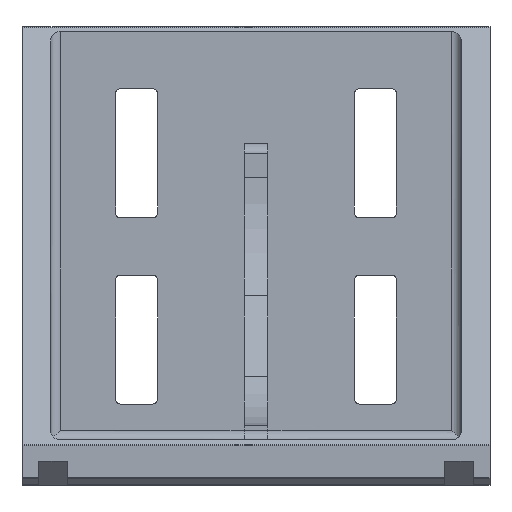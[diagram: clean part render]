
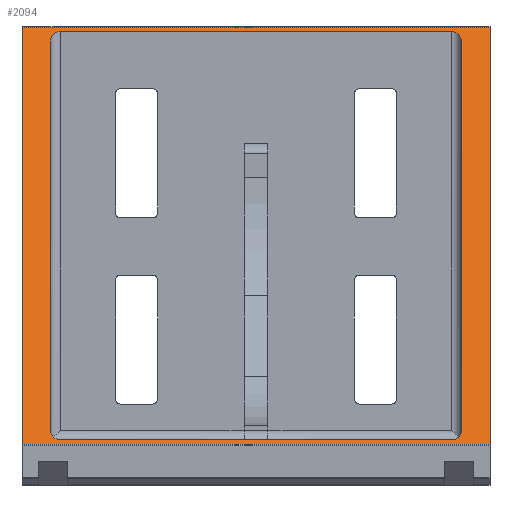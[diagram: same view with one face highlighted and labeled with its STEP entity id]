
A CAD part, front view. The second image highlights one B-rep face of the part: STEP entity #2094.
In plain terms, the highlighted planar face has unit normal (0, -0.707, 0.707).
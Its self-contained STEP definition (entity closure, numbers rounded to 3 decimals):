
#156 = CARTESIAN_POINT ( 'NONE',  ( -42.172, -95., 9.5 ) ) ;
#278 = ORIENTED_EDGE ( 'NONE', *, *, #13129, .F. ) ;
#471 = VECTOR ( 'NONE', #8077, 1000. ) ;
#626 = ORIENTED_EDGE ( 'NONE', *, *, #4828, .T. ) ;
#738 = CARTESIAN_POINT ( 'NONE',  ( 43., -94.172, 10.328 ) ) ;
#759 = LINE ( 'NONE', #7223, #10828 ) ;
#763 = VECTOR ( 'NONE', #2146, 1000. ) ;
#799 = CARTESIAN_POINT ( 'NONE',  ( -49., -8.5, 96. ) ) ;
#802 = EDGE_CURVE ( 'NONE', #9899, #7710, #13588, .T. ) ;
#888 = CARTESIAN_POINT ( 'NONE',  ( 41., -95., 9.5 ) ) ;
#1343 = CARTESIAN_POINT ( 'NONE',  ( -43., -11.5, 93. ) ) ;
#1464 = EDGE_CURVE ( 'NONE', #13070, #10038, #6314, .T. ) ;
#1484 = DIRECTION ( 'NONE',  ( 1., 0., 0. ) ) ;
#1803 = EDGE_CURVE ( 'NONE', #4030, #13070, #3901, .T. ) ;
#1872 = FACE_OUTER_BOUND ( 'NONE', #8857, .T. ) ;
#2094 = ADVANCED_FACE ( 'NONE', ( #8834, #1872 ), #5274, .T. ) ;
#2146 = DIRECTION ( 'NONE',  ( 0., -0.707, -0.707 ) ) ;
#2272 = LINE ( 'NONE', #4687, #12840 ) ;
#2293 = LINE ( 'NONE', #9823, #14505 ) ;
#2680 = ORIENTED_EDGE ( 'NONE', *, *, #8480, .F. ) ;
#2819 = CARTESIAN_POINT ( 'NONE',  ( 24.5, -95., 9.5 ) ) ;
#3211 = CARTESIAN_POINT ( 'NONE',  ( 42.172, -95., 9.5 ) ) ;
#3243 = DIRECTION ( 'NONE',  ( 1., 0., 0. ) ) ;
#3426 = CARTESIAN_POINT ( 'NONE',  ( 43., -10.328, 94.172 ) ) ;
#3528 = CARTESIAN_POINT ( 'NONE',  ( 43., -93., 11.5 ) ) ;
#3872 = CARTESIAN_POINT ( 'NONE',  ( -41., -95., 9.5 ) ) ;
#3901 = LINE ( 'NONE', #799, #763 ) ;
#3970 = CARTESIAN_POINT ( 'NONE',  ( 43., -11.5, 93. ) ) ;
#4030 = VERTEX_POINT ( 'NONE', #13389 ) ;
#4080 = VERTEX_POINT ( 'NONE', #5403 ) ;
#4136 = DIRECTION ( 'NONE',  ( 0., -0.707, 0.707 ) ) ;
#4182 = VECTOR ( 'NONE', #5339, 1000. ) ;
#4634 = ORIENTED_EDGE ( 'NONE', *, *, #802, .F. ) ;
#4687 = CARTESIAN_POINT ( 'NONE',  ( 24.5, -9.5, 95. ) ) ;
#4744 = ORIENTED_EDGE ( 'NONE', *, *, #9761, .T. ) ;
#4828 = EDGE_CURVE ( 'NONE', #4080, #6548, #2293, .T. ) ;
#5274 = PLANE ( 'NONE',  #6335 ) ;
#5306 = CARTESIAN_POINT ( 'NONE',  ( 41., -95., 9.5 ) ) ;
#5339 = DIRECTION ( 'NONE',  ( 0., -0.707, -0.707 ) ) ;
#5403 = CARTESIAN_POINT ( 'NONE',  ( -43., -93., 11.5 ) ) ;
#5444 = LINE ( 'NONE', #11079, #4182 ) ;
#5471 = CARTESIAN_POINT ( 'NONE',  ( 43., -93., 11.5 ) ) ;
#5550 = VECTOR ( 'NONE', #3243, 1000. ) ;
#5993 = CARTESIAN_POINT ( 'NONE',  ( -43., -10.328, 94.172 ) ) ;
#6212 = EDGE_CURVE ( 'NONE', #4080, #10203, #11344, .T. ) ;
#6314 = LINE ( 'NONE', #13318, #8672 ) ;
#6335 = AXIS2_PLACEMENT_3D ( 'NONE', #11114, #4136, #12310 ) ;
#6494 = CARTESIAN_POINT ( 'NONE',  ( 49., -95.912, 8.588 ) ) ;
#6548 = VERTEX_POINT ( 'NONE', #14813 ) ;
#6738 = LINE ( 'NONE', #2819, #471 ) ;
#6980 = CARTESIAN_POINT ( 'NONE',  ( -41., -9.5, 95. ) ) ;
#7223 = CARTESIAN_POINT ( 'NONE',  ( 43., -30.375, 74.125 ) ) ;
#7571 = VERTEX_POINT ( 'NONE', #5306 ) ;
#7710 = VERTEX_POINT ( 'NONE', #13982 ) ;
#8077 = DIRECTION ( 'NONE',  ( -1., 0., 0. ) ) ;
#8169 = DIRECTION ( 'NONE',  ( 1., 0., 0. ) ) ;
#8390 = CARTESIAN_POINT ( 'NONE',  ( -41., -9.5, 95. ) ) ;
#8480 = EDGE_CURVE ( 'NONE', #9169, #6548, #12916, .T. ) ;
#8672 = VECTOR ( 'NONE', #1484, 1000. ) ;
#8706 = DIRECTION ( 'NONE',  ( 0., 0.707, 0.707 ) ) ;
#8832 = ORIENTED_EDGE ( 'NONE', *, *, #1464, .T. ) ;
#8834 = FACE_BOUND ( 'NONE', #10465, .T. ) ;
#8857 = EDGE_LOOP ( 'NONE', ( #14248, #13615, #8832, #278 ) ) ;
#9169 = VERTEX_POINT ( 'NONE', #6980 ) ;
#9274 = ORIENTED_EDGE ( 'NONE', *, *, #14954, .T. ) ;
#9481 = EDGE_CURVE ( 'NONE', #7571, #10668, #10233, .T. ) ;
#9761 = EDGE_CURVE ( 'NONE', #9899, #10668, #759, .T. ) ;
#9823 = CARTESIAN_POINT ( 'NONE',  ( -43., -30.375, 74.125 ) ) ;
#9899 = VERTEX_POINT ( 'NONE', #3970 ) ;
#10038 = VERTEX_POINT ( 'NONE', #6494 ) ;
#10173 = EDGE_CURVE ( 'NONE', #4030, #15141, #11890, .T. ) ;
#10203 = VERTEX_POINT ( 'NONE', #14754 ) ;
#10233 =( BOUNDED_CURVE ( )  B_SPLINE_CURVE ( 3, ( #888, #3211, #738, #5471 ),
 .UNSPECIFIED., .F., .F. ) 
 B_SPLINE_CURVE_WITH_KNOTS ( ( 4, 4 ),
 ( 0., 1.571 ),
 .UNSPECIFIED. ) 
 CURVE ( )  GEOMETRIC_REPRESENTATION_ITEM ( )  RATIONAL_B_SPLINE_CURVE ( ( 1., 0.805, 0.805, 1. ) ) 
 REPRESENTATION_ITEM ( '' )  );
#10465 = EDGE_LOOP ( 'NONE', ( #626, #2680, #9274, #4634, #4744, #12539, #13267, #12287 ) ) ;
#10478 = CARTESIAN_POINT ( 'NONE',  ( 42.172, -9.5, 95. ) ) ;
#10668 = VERTEX_POINT ( 'NONE', #3528 ) ;
#10828 = VECTOR ( 'NONE', #12975, 1000. ) ;
#11079 = CARTESIAN_POINT ( 'NONE',  ( 49., -8.5, 96. ) ) ;
#11114 = CARTESIAN_POINT ( 'NONE',  ( 49., -8.5, 96. ) ) ;
#11344 =( BOUNDED_CURVE ( )  B_SPLINE_CURVE ( 3, ( #13081, #13029, #156, #3872 ),
 .UNSPECIFIED., .F., .F. ) 
 B_SPLINE_CURVE_WITH_KNOTS ( ( 4, 4 ),
 ( 4.712, 6.283 ),
 .UNSPECIFIED. ) 
 CURVE ( )  GEOMETRIC_REPRESENTATION_ITEM ( )  RATIONAL_B_SPLINE_CURVE ( ( 1., 0.805, 0.805, 1. ) ) 
 REPRESENTATION_ITEM ( '' )  );
#11890 = LINE ( 'NONE', #14809, #5550 ) ;
#12287 = ORIENTED_EDGE ( 'NONE', *, *, #6212, .F. ) ;
#12310 = DIRECTION ( 'NONE',  ( 0., 0.707, 0.707 ) ) ;
#12539 = ORIENTED_EDGE ( 'NONE', *, *, #9481, .F. ) ;
#12840 = VECTOR ( 'NONE', #8169, 1000. ) ;
#12916 =( BOUNDED_CURVE ( )  B_SPLINE_CURVE ( 3, ( #8390, #14227, #5993, #1343 ),
 .UNSPECIFIED., .F., .F. ) 
 B_SPLINE_CURVE_WITH_KNOTS ( ( 4, 4 ),
 ( 0., 1.571 ),
 .UNSPECIFIED. ) 
 CURVE ( )  GEOMETRIC_REPRESENTATION_ITEM ( )  RATIONAL_B_SPLINE_CURVE ( ( 1., 0.805, 0.805, 1. ) ) 
 REPRESENTATION_ITEM ( '' )  );
#12975 = DIRECTION ( 'NONE',  ( 0., -0.707, -0.707 ) ) ;
#13029 = CARTESIAN_POINT ( 'NONE',  ( -43., -94.172, 10.328 ) ) ;
#13070 = VERTEX_POINT ( 'NONE', #14245 ) ;
#13081 = CARTESIAN_POINT ( 'NONE',  ( -43., -93., 11.5 ) ) ;
#13119 = CARTESIAN_POINT ( 'NONE',  ( 49., -8.588, 95.912 ) ) ;
#13129 = EDGE_CURVE ( 'NONE', #15141, #10038, #5444, .T. ) ;
#13267 = ORIENTED_EDGE ( 'NONE', *, *, #13743, .T. ) ;
#13318 = CARTESIAN_POINT ( 'NONE',  ( 0., -95.912, 8.588 ) ) ;
#13389 = CARTESIAN_POINT ( 'NONE',  ( -49., -8.588, 95.912 ) ) ;
#13588 =( BOUNDED_CURVE ( )  B_SPLINE_CURVE ( 3, ( #13932, #3426, #10478, #15050 ),
 .UNSPECIFIED., .F., .F. ) 
 B_SPLINE_CURVE_WITH_KNOTS ( ( 4, 4 ),
 ( 4.712, 6.283 ),
 .UNSPECIFIED. ) 
 CURVE ( )  GEOMETRIC_REPRESENTATION_ITEM ( )  RATIONAL_B_SPLINE_CURVE ( ( 1., 0.805, 0.805, 1. ) ) 
 REPRESENTATION_ITEM ( '' )  );
#13615 = ORIENTED_EDGE ( 'NONE', *, *, #1803, .T. ) ;
#13743 = EDGE_CURVE ( 'NONE', #7571, #10203, #6738, .T. ) ;
#13932 = CARTESIAN_POINT ( 'NONE',  ( 43., -11.5, 93. ) ) ;
#13982 = CARTESIAN_POINT ( 'NONE',  ( 41., -9.5, 95. ) ) ;
#14227 = CARTESIAN_POINT ( 'NONE',  ( -42.172, -9.5, 95. ) ) ;
#14245 = CARTESIAN_POINT ( 'NONE',  ( -49., -95.912, 8.588 ) ) ;
#14248 = ORIENTED_EDGE ( 'NONE', *, *, #10173, .F. ) ;
#14505 = VECTOR ( 'NONE', #8706, 1000. ) ;
#14754 = CARTESIAN_POINT ( 'NONE',  ( -41., -95., 9.5 ) ) ;
#14809 = CARTESIAN_POINT ( 'NONE',  ( 0., -8.588, 95.912 ) ) ;
#14813 = CARTESIAN_POINT ( 'NONE',  ( -43., -11.5, 93. ) ) ;
#14954 = EDGE_CURVE ( 'NONE', #9169, #7710, #2272, .T. ) ;
#15050 = CARTESIAN_POINT ( 'NONE',  ( 41., -9.5, 95. ) ) ;
#15141 = VERTEX_POINT ( 'NONE', #13119 ) ;
